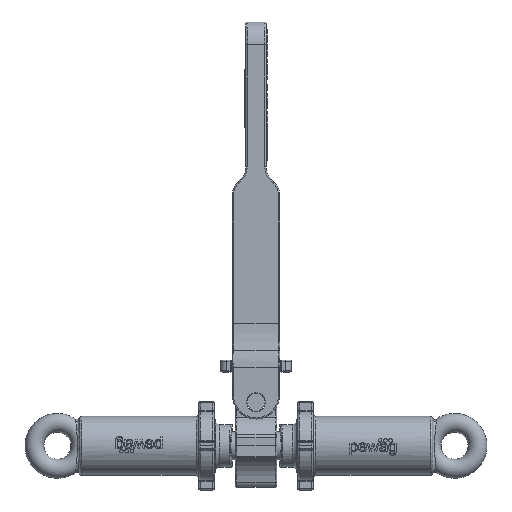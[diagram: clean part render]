
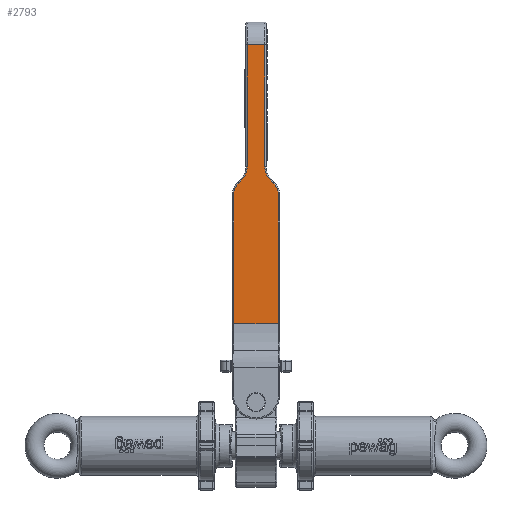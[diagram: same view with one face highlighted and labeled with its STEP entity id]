
A CAD part, top view. The second image highlights one B-rep face of the part: STEP entity #2793.
In plain terms, the highlighted planar face has unit normal (0, 0, 1).
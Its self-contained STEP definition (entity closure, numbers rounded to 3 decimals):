
#837=PLANE('',#21257);
#1610=FACE_OUTER_BOUND('',#4658,.T.);
#2793=ADVANCED_FACE('',(#1610),#837,.T.);
#4658=EDGE_LOOP('',(#9565,#9566,#9567,#9568,#9569,#9570,#9571,#9572,#9573,
#9574,#9575,#9576));
#9565=ORIENTED_EDGE('',*,*,#15792,.T.);
#9566=ORIENTED_EDGE('',*,*,#15805,.T.);
#9567=ORIENTED_EDGE('',*,*,#15806,.T.);
#9568=ORIENTED_EDGE('',*,*,#15807,.T.);
#9569=ORIENTED_EDGE('',*,*,#15808,.T.);
#9570=ORIENTED_EDGE('',*,*,#15809,.T.);
#9571=ORIENTED_EDGE('',*,*,#15810,.F.);
#9572=ORIENTED_EDGE('',*,*,#15811,.T.);
#9573=ORIENTED_EDGE('',*,*,#15812,.T.);
#9574=ORIENTED_EDGE('',*,*,#15813,.T.);
#9575=ORIENTED_EDGE('',*,*,#15814,.T.);
#9576=ORIENTED_EDGE('',*,*,#15815,.T.);
#13445=VERTEX_POINT('',#38883);
#13446=VERTEX_POINT('',#38885);
#13457=VERTEX_POINT('',#38911);
#13458=VERTEX_POINT('',#38913);
#13459=VERTEX_POINT('',#38915);
#13460=VERTEX_POINT('',#38917);
#13461=VERTEX_POINT('',#38919);
#13462=VERTEX_POINT('',#38921);
#13463=VERTEX_POINT('',#38923);
#13464=VERTEX_POINT('',#38925);
#13465=VERTEX_POINT('',#38927);
#13466=VERTEX_POINT('',#38929);
#15792=EDGE_CURVE('',#13446,#13445,#17678,.T.);
#15805=EDGE_CURVE('',#13445,#13457,#17686,.T.);
#15806=EDGE_CURVE('',#13457,#13458,#20030,.T.);
#15807=EDGE_CURVE('',#13458,#13459,#17687,.T.);
#15808=EDGE_CURVE('',#13459,#13460,#20031,.T.);
#15809=EDGE_CURVE('',#13460,#13461,#17688,.T.);
#15810=EDGE_CURVE('',#13462,#13461,#17689,.T.);
#15811=EDGE_CURVE('',#13462,#13463,#17690,.T.);
#15812=EDGE_CURVE('',#13463,#13464,#20032,.T.);
#15813=EDGE_CURVE('',#13464,#13465,#17691,.T.);
#15814=EDGE_CURVE('',#13465,#13466,#20033,.T.);
#15815=EDGE_CURVE('',#13466,#13446,#17692,.T.);
#17678=LINE('',#38884,#18939);
#17686=LINE('',#38910,#18947);
#17687=LINE('',#38914,#18948);
#17688=LINE('',#38918,#18949);
#17689=LINE('',#38920,#18950);
#17690=LINE('',#38922,#18951);
#17691=LINE('',#38926,#18952);
#17692=LINE('',#38930,#18953);
#18939=VECTOR('',#24510,1.);
#18947=VECTOR('',#24532,1.);
#18948=VECTOR('',#24535,1.);
#18949=VECTOR('',#24538,1.);
#18950=VECTOR('',#24539,1.);
#18951=VECTOR('',#24540,1.);
#18952=VECTOR('',#24543,1.);
#18953=VECTOR('',#24546,1.);
#20030=CIRCLE('',#21253,16.);
#20031=CIRCLE('',#21254,14.);
#20032=CIRCLE('',#21255,14.);
#20033=CIRCLE('',#21256,16.);
#21253=AXIS2_PLACEMENT_3D('',#38912,#24533,#24534);
#21254=AXIS2_PLACEMENT_3D('',#38916,#24536,#24537);
#21255=AXIS2_PLACEMENT_3D('',#38924,#24541,#24542);
#21256=AXIS2_PLACEMENT_3D('',#38928,#24544,#24545);
#21257=AXIS2_PLACEMENT_3D('',#38931,#24547,#24548);
#24510=DIRECTION('',(-1.,0.,0.));
#24532=DIRECTION('',(0.,-1.,0.));
#24533=DIRECTION('',(0.,0.,-1.));
#24534=DIRECTION('',(0.,-1.,0.));
#24535=DIRECTION('',(-0.707,-0.707,0.));
#24536=DIRECTION('',(0.,0.,1.));
#24537=DIRECTION('',(0.,-1.,0.));
#24538=DIRECTION('',(0.,-1.,0.));
#24539=DIRECTION('',(-1.,0.,0.));
#24540=DIRECTION('',(0.,1.,0.));
#24541=DIRECTION('',(0.,0.,1.));
#24542=DIRECTION('',(0.,-1.,0.));
#24543=DIRECTION('',(-0.707,0.707,0.));
#24544=DIRECTION('',(0.,0.,-1.));
#24545=DIRECTION('',(0.,-1.,0.));
#24546=DIRECTION('',(0.,1.,0.));
#24547=DIRECTION('',(0.,0.,1.));
#24548=DIRECTION('',(0.,-1.,0.));
#38883=CARTESIAN_POINT('',(-7.5,340.309,19.359));
#38884=CARTESIAN_POINT('',(0.,340.309,19.359));
#38885=CARTESIAN_POINT('',(7.5,340.309,19.359));
#38910=CARTESIAN_POINT('',(-7.5,103.668,19.359));
#38911=CARTESIAN_POINT('',(-7.5,236.881,19.359));
#38912=CARTESIAN_POINT('',(-23.5,236.881,19.359));
#38913=CARTESIAN_POINT('',(-12.186,225.567,19.359));
#38914=CARTESIAN_POINT('',(-67.043,170.711,19.359));
#38915=CARTESIAN_POINT('',(-14.899,222.854,19.359));
#38916=CARTESIAN_POINT('',(-5.,212.954,19.359));
#38917=CARTESIAN_POINT('',(-19.,212.954,19.359));
#38918=CARTESIAN_POINT('',(-19.,103.668,19.359));
#38919=CARTESIAN_POINT('',(-19.,103.668,19.359));
#38920=CARTESIAN_POINT('',(0.,103.668,19.359));
#38921=CARTESIAN_POINT('',(19.,103.668,19.359));
#38922=CARTESIAN_POINT('',(19.,103.668,19.359));
#38923=CARTESIAN_POINT('',(19.,212.954,19.359));
#38924=CARTESIAN_POINT('',(5.,212.954,19.359));
#38925=CARTESIAN_POINT('',(14.899,222.854,19.359));
#38926=CARTESIAN_POINT('',(67.043,170.711,19.359));
#38927=CARTESIAN_POINT('',(12.186,225.567,19.359));
#38928=CARTESIAN_POINT('',(23.5,236.881,19.359));
#38929=CARTESIAN_POINT('',(7.5,236.881,19.359));
#38930=CARTESIAN_POINT('',(7.5,103.668,19.359));
#38931=CARTESIAN_POINT('',(0.,103.668,19.359));
